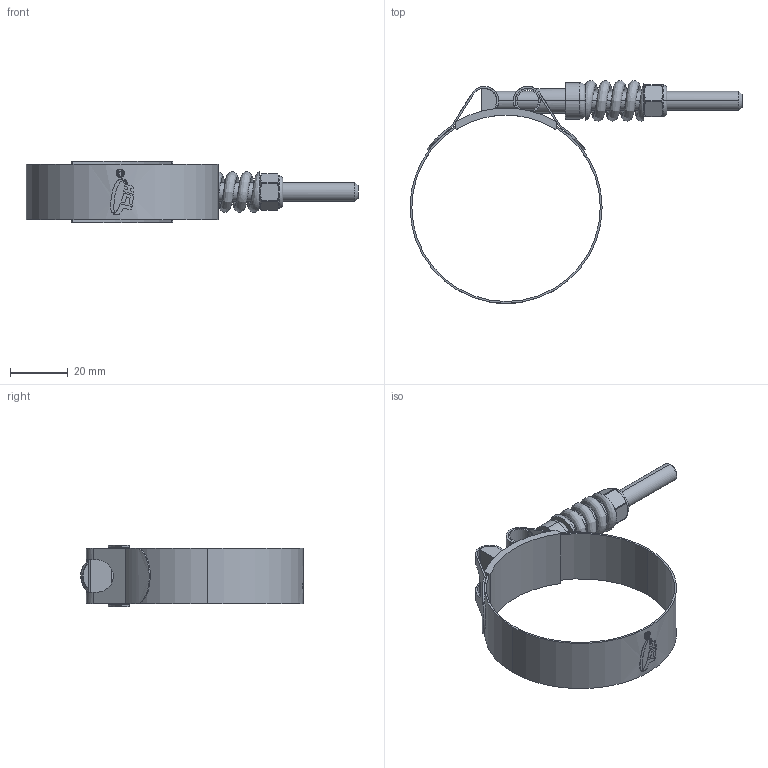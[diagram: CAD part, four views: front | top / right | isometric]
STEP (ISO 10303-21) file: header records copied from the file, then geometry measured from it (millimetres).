
FILE_DESCRIPTION (( 'STEP AP214' ), '1' );
FILE_NAME ('TRI-30030-TBSL-225.step', '2025-11-04T15:55:10', ( '' ), ( '' ), 'SwSTEP 2.0', 'SolidWorks 2025', '' );
FILE_SCHEMA (( 'AUTOMOTIVE_DESIGN' ));
Length unit declared in the file: millimetre
Products named in the file (1): TRI-30030-TBSL-225
Bounding box: 114.54 x 76.91 x 21.1 mm (x, y, z)
Volume: 10095.4 mm3; surface area: 18537.9 mm2
Topology: 7 solids, 7 shells, 340 faces, 889 edges, 546 vertices
Faces by surface type: cylinder 126, bspline 122, plane 52, torus 23, cone 17
Entity records: 16812 total; most frequent: CARTESIAN_POINT 9622, ORIENTED_EDGE 1730, DIRECTION 1114, EDGE_CURVE 865, VERTEX_POINT 546, AXIS2_PLACEMENT_3D 431, EDGE_LOOP 361, B_SPLINE_CURVE_WITH_KNOTS 354
